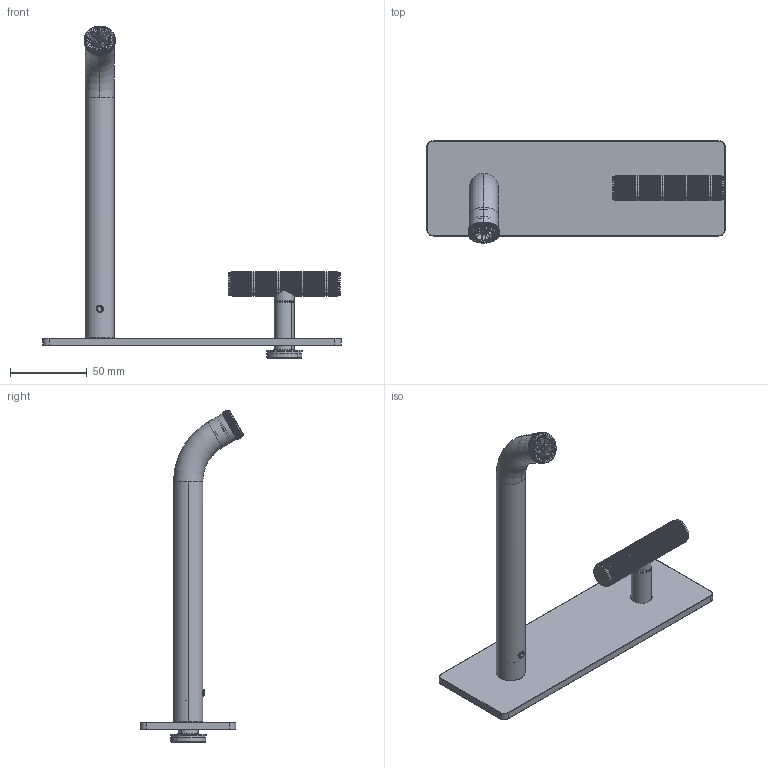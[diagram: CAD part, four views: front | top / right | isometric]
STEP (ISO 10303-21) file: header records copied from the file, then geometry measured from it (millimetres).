
FILE_DESCRIPTION (( 'STEP AP203' ), '1' );
FILE_NAME ('412-7815 Milli Etch Progressive Wall Basin Bath Mixer Set 200mm Rectangle Plate.STEP', '2024-10-16T23:10:37', ( '' ), ( '' ), 'SwSTEP 2.0', 'SolidWorks 2021', '' );
FILE_SCHEMA (( 'CONFIG_CONTROL_DESIGN' ));
Products named in the file (1): 412-7815 Milli Etch Progressive Wall Basin Bath Mixer Set 200mm Rectangle Plate
Bounding box: 194 x 67.03 x 215.95 mm (x, y, z)
Volume: 73877.5 mm3; surface area: 67186.5 mm2
Topology: 9 solids, 9 shells, 13332 faces, 27565 edges, 14267 vertices
Faces by surface type: plane 5465, cone 5107, cylinder 2708, torus 44, bspline 8
Entity records: 347881 total; most frequent: CARTESIAN_POINT 87755, ORIENTED_EDGE 55122, DIRECTION 51847, EDGE_CURVE 27561, AXIS2_PLACEMENT_3D 21540, VERTEX_POINT 14267, EDGE_LOOP 13384, FACE_OUTER_BOUND 13332
